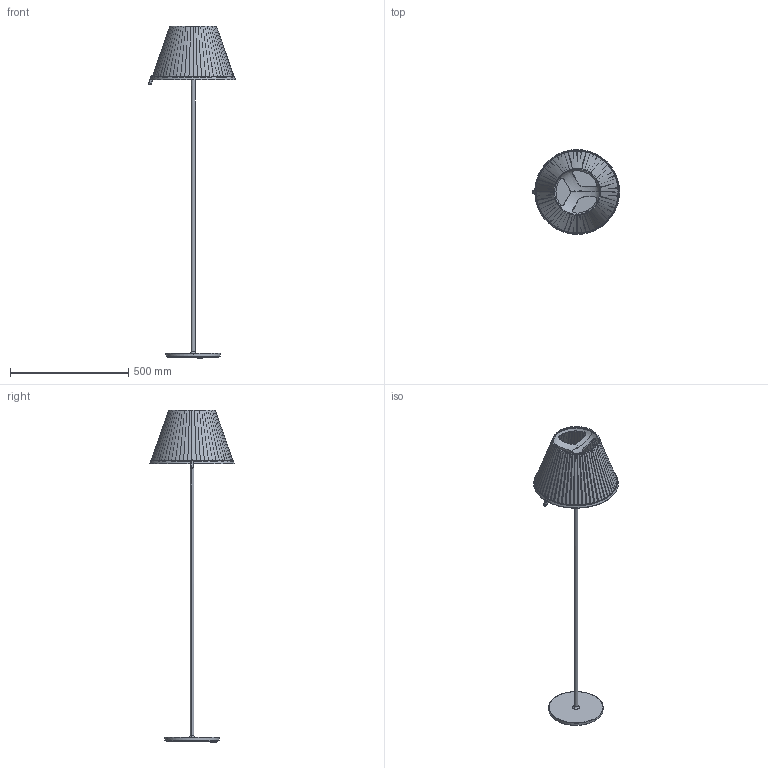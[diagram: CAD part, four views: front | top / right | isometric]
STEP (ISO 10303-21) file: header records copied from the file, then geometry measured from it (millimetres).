
FILE_DESCRIPTION(/* description */ (''),/* implementation_level */ '2;1');
FILE_NAME(/* name */ 'Choose_Terra_3D',/* time_stamp */ '2011-11-10T14:47:25+01:00',/* author */ (''),/* organization */ (''),/* preprocessor_version */ 'ST-DEVELOPER v10',/* originating_system */ '',/* authorisation */ '');
FILE_SCHEMA (('CONFIG_CONTROL_DESIGN'));
Length unit declared in the file: centimetre
Products named in the file (1): 1
Bounding box: 368.02 x 358.12 x 1402.12 mm (x, y, z)
Volume: 1150977.4 mm3; surface area: 845876.7 mm2
Topology: 3 solids, 55 shells, 630 faces, 1593 edges, 844 vertices
Faces by surface type: bspline 630
Entity records: 18852 total; most frequent: CARTESIAN_POINT 10386, ORIENTED_EDGE 2686, EDGE_CURVE 1588, VERTEX_POINT 844, B_SPLINE_CURVE_WITH_KNOTS 836, EDGE_LOOP 648, ADVANCED_FACE 630, FACE_OUTER_BOUND 630
